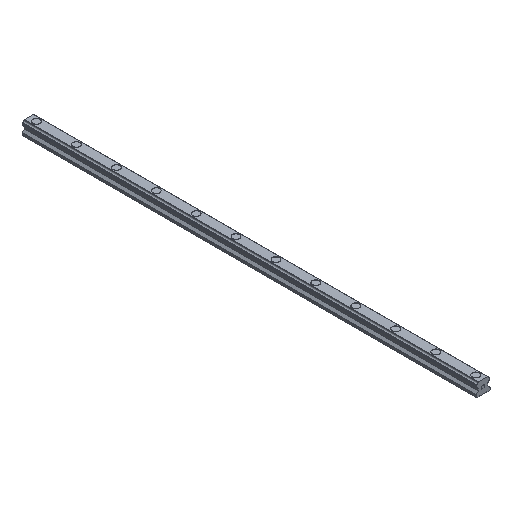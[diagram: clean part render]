
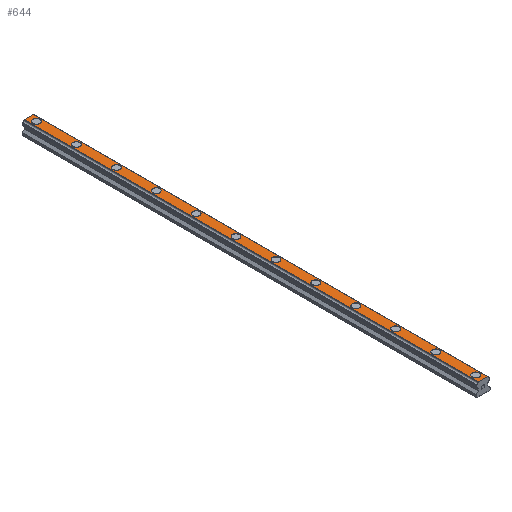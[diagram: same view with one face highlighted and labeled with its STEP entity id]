
A CAD part, isometric view. The second image highlights one B-rep face of the part: STEP entity #644.
In plain terms, the highlighted planar face has unit normal (0, 0, 1).
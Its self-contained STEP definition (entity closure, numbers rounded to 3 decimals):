
#644=ADVANCED_FACE('',(#1334,#1335,#1336,#1337,#1338,#1339,#1340,#1341,#1342,#1343,#1344,#1345,#1346),#1347,.T.);
#1334=FACE_BOUND('',#2051,.T.);
#1335=FACE_BOUND('',#2052,.T.);
#1336=FACE_BOUND('',#2053,.T.);
#1337=FACE_BOUND('',#2054,.T.);
#1338=FACE_BOUND('',#2055,.T.);
#1339=FACE_BOUND('',#2056,.T.);
#1340=FACE_BOUND('',#2057,.T.);
#1341=FACE_BOUND('',#2058,.T.);
#1342=FACE_BOUND('',#2059,.T.);
#1343=FACE_BOUND('',#2060,.T.);
#1344=FACE_BOUND('',#2061,.T.);
#1345=FACE_BOUND('',#2062,.T.);
#1346=FACE_OUTER_BOUND('',#2063,.T.);
#1347=PLANE('',#2064);
#2051=EDGE_LOOP('',(#3894,#3895));
#2052=EDGE_LOOP('',(#3896,#3897));
#2053=EDGE_LOOP('',(#3898,#3899));
#2054=EDGE_LOOP('',(#3900,#3901));
#2055=EDGE_LOOP('',(#3902,#3903));
#2056=EDGE_LOOP('',(#3904,#3905));
#2057=EDGE_LOOP('',(#3906,#3907));
#2058=EDGE_LOOP('',(#3908,#3909));
#2059=EDGE_LOOP('',(#3910,#3911));
#2060=EDGE_LOOP('',(#3912,#3913));
#2061=EDGE_LOOP('',(#3914,#3915));
#2062=EDGE_LOOP('',(#3916,#3917));
#2063=EDGE_LOOP('',(#3918,#3919,#3920,#3921));
#2064=AXIS2_PLACEMENT_3D('',#3922,#3923,#3924);
#3894=ORIENTED_EDGE('',*,*,#4235,.T.);
#3895=ORIENTED_EDGE('',*,*,#4713,.T.);
#3896=ORIENTED_EDGE('',*,*,#4225,.T.);
#3897=ORIENTED_EDGE('',*,*,#4719,.T.);
#3898=ORIENTED_EDGE('',*,*,#4215,.T.);
#3899=ORIENTED_EDGE('',*,*,#4725,.T.);
#3900=ORIENTED_EDGE('',*,*,#4205,.T.);
#3901=ORIENTED_EDGE('',*,*,#4731,.T.);
#3902=ORIENTED_EDGE('',*,*,#4195,.T.);
#3903=ORIENTED_EDGE('',*,*,#4737,.T.);
#3904=ORIENTED_EDGE('',*,*,#4185,.T.);
#3905=ORIENTED_EDGE('',*,*,#4743,.T.);
#3906=ORIENTED_EDGE('',*,*,#4175,.T.);
#3907=ORIENTED_EDGE('',*,*,#4749,.T.);
#3908=ORIENTED_EDGE('',*,*,#4165,.T.);
#3909=ORIENTED_EDGE('',*,*,#4755,.T.);
#3910=ORIENTED_EDGE('',*,*,#4155,.T.);
#3911=ORIENTED_EDGE('',*,*,#4761,.T.);
#3912=ORIENTED_EDGE('',*,*,#4145,.T.);
#3913=ORIENTED_EDGE('',*,*,#4767,.T.);
#3914=ORIENTED_EDGE('',*,*,#4135,.T.);
#3915=ORIENTED_EDGE('',*,*,#4773,.T.);
#3916=ORIENTED_EDGE('',*,*,#4125,.T.);
#3917=ORIENTED_EDGE('',*,*,#4779,.T.);
#3918=ORIENTED_EDGE('',*,*,#4687,.T.);
#3919=ORIENTED_EDGE('',*,*,#4836,.F.);
#3920=ORIENTED_EDGE('',*,*,#4551,.T.);
#3921=ORIENTED_EDGE('',*,*,#4834,.T.);
#3922=CARTESIAN_POINT('',(0.,910.0,26.));
#3923=DIRECTION('',(0.0,0.0,1.0));
#3924=DIRECTION('',(-1.0,0.0,0.0));
#4125=EDGE_CURVE('',#4898,#4895,#4899,.T.);
#4135=EDGE_CURVE('',#4916,#4913,#4917,.T.);
#4145=EDGE_CURVE('',#4934,#4931,#4935,.T.);
#4155=EDGE_CURVE('',#4952,#4949,#4953,.T.);
#4165=EDGE_CURVE('',#4970,#4967,#4971,.T.);
#4175=EDGE_CURVE('',#4988,#4985,#4989,.T.);
#4185=EDGE_CURVE('',#5006,#5003,#5007,.T.);
#4195=EDGE_CURVE('',#5024,#5021,#5025,.T.);
#4205=EDGE_CURVE('',#5042,#5039,#5043,.T.);
#4215=EDGE_CURVE('',#5060,#5057,#5061,.T.);
#4225=EDGE_CURVE('',#5078,#5075,#5079,.T.);
#4235=EDGE_CURVE('',#5096,#5093,#5097,.T.);
#4551=EDGE_CURVE('',#5565,#5563,#5566,.T.);
#4687=EDGE_CURVE('',#5792,#5790,#5793,.T.);
#4713=EDGE_CURVE('',#5093,#5096,#5842,.T.);
#4719=EDGE_CURVE('',#5075,#5078,#5848,.T.);
#4725=EDGE_CURVE('',#5057,#5060,#5854,.T.);
#4731=EDGE_CURVE('',#5039,#5042,#5860,.T.);
#4737=EDGE_CURVE('',#5021,#5024,#5866,.T.);
#4743=EDGE_CURVE('',#5003,#5006,#5872,.T.);
#4749=EDGE_CURVE('',#4985,#4988,#5878,.T.);
#4755=EDGE_CURVE('',#4967,#4970,#5884,.T.);
#4761=EDGE_CURVE('',#4949,#4952,#5890,.T.);
#4767=EDGE_CURVE('',#4931,#4934,#5896,.T.);
#4773=EDGE_CURVE('',#4913,#4916,#5902,.T.);
#4779=EDGE_CURVE('',#4895,#4898,#5908,.T.);
#4834=EDGE_CURVE('',#5563,#5792,#5963,.T.);
#4836=EDGE_CURVE('',#5565,#5790,#5965,.T.);
#4895=VERTEX_POINT('',#6026);
#4898=VERTEX_POINT('',#6030);
#4899=CIRCLE('',#6031,7.0);
#4913=VERTEX_POINT('',#6048);
#4916=VERTEX_POINT('',#6052);
#4917=CIRCLE('',#6053,7.0);
#4931=VERTEX_POINT('',#6070);
#4934=VERTEX_POINT('',#6074);
#4935=CIRCLE('',#6075,7.0);
#4949=VERTEX_POINT('',#6092);
#4952=VERTEX_POINT('',#6096);
#4953=CIRCLE('',#6097,7.0);
#4967=VERTEX_POINT('',#6114);
#4970=VERTEX_POINT('',#6118);
#4971=CIRCLE('',#6119,7.0);
#4985=VERTEX_POINT('',#6136);
#4988=VERTEX_POINT('',#6140);
#4989=CIRCLE('',#6141,7.0);
#5003=VERTEX_POINT('',#6158);
#5006=VERTEX_POINT('',#6162);
#5007=CIRCLE('',#6163,7.0);
#5021=VERTEX_POINT('',#6180);
#5024=VERTEX_POINT('',#6184);
#5025=CIRCLE('',#6185,7.0);
#5039=VERTEX_POINT('',#6202);
#5042=VERTEX_POINT('',#6206);
#5043=CIRCLE('',#6207,7.0);
#5057=VERTEX_POINT('',#6224);
#5060=VERTEX_POINT('',#6228);
#5061=CIRCLE('',#6229,7.0);
#5075=VERTEX_POINT('',#6246);
#5078=VERTEX_POINT('',#6250);
#5079=CIRCLE('',#6251,7.0);
#5093=VERTEX_POINT('',#6268);
#5096=VERTEX_POINT('',#6272);
#5097=CIRCLE('',#6273,7.0);
#5563=VERTEX_POINT('',#6892);
#5565=VERTEX_POINT('',#6895);
#5566=LINE('',#6896,#6897);
#5790=VERTEX_POINT('',#7209);
#5792=VERTEX_POINT('',#7212);
#5793=LINE('',#7213,#7214);
#5842=CIRCLE('',#7276,7.0);
#5848=CIRCLE('',#7282,7.0);
#5854=CIRCLE('',#7288,7.0);
#5860=CIRCLE('',#7294,7.0);
#5866=CIRCLE('',#7300,7.0);
#5872=CIRCLE('',#7306,7.0);
#5878=CIRCLE('',#7312,7.0);
#5884=CIRCLE('',#7318,7.0);
#5890=CIRCLE('',#7324,7.0);
#5896=CIRCLE('',#7330,7.0);
#5902=CIRCLE('',#7336,7.0);
#5908=CIRCLE('',#7342,7.0);
#5963=LINE('',#7422,#7423);
#5965=LINE('',#7425,#7426);
#6026=CARTESIAN_POINT('',(7.0,15.0,26.));
#6030=CARTESIAN_POINT('',(-7.0,15.0,26.));
#6031=AXIS2_PLACEMENT_3D('',#7507,#7508,#7509);
#6048=CARTESIAN_POINT('',(7.0,95.0,26.));
#6052=CARTESIAN_POINT('',(-7.0,95.0,26.));
#6053=AXIS2_PLACEMENT_3D('',#7523,#7524,#7525);
#6070=CARTESIAN_POINT('',(7.0,175.0,26.));
#6074=CARTESIAN_POINT('',(-7.0,175.0,26.));
#6075=AXIS2_PLACEMENT_3D('',#7539,#7540,#7541);
#6092=CARTESIAN_POINT('',(7.0,255.0,26.));
#6096=CARTESIAN_POINT('',(-7.0,255.0,26.));
#6097=AXIS2_PLACEMENT_3D('',#7555,#7556,#7557);
#6114=CARTESIAN_POINT('',(7.0,335.0,26.));
#6118=CARTESIAN_POINT('',(-7.0,335.0,26.));
#6119=AXIS2_PLACEMENT_3D('',#7571,#7572,#7573);
#6136=CARTESIAN_POINT('',(7.0,415.0,26.));
#6140=CARTESIAN_POINT('',(-7.0,415.0,26.));
#6141=AXIS2_PLACEMENT_3D('',#7587,#7588,#7589);
#6158=CARTESIAN_POINT('',(7.0,495.0,26.));
#6162=CARTESIAN_POINT('',(-7.0,495.0,26.));
#6163=AXIS2_PLACEMENT_3D('',#7603,#7604,#7605);
#6180=CARTESIAN_POINT('',(7.0,575.0,26.));
#6184=CARTESIAN_POINT('',(-7.0,575.0,26.));
#6185=AXIS2_PLACEMENT_3D('',#7619,#7620,#7621);
#6202=CARTESIAN_POINT('',(7.0,655.0,26.));
#6206=CARTESIAN_POINT('',(-7.0,655.0,26.));
#6207=AXIS2_PLACEMENT_3D('',#7635,#7636,#7637);
#6224=CARTESIAN_POINT('',(7.0,735.0,26.));
#6228=CARTESIAN_POINT('',(-7.0,735.0,26.));
#6229=AXIS2_PLACEMENT_3D('',#7651,#7652,#7653);
#6246=CARTESIAN_POINT('',(7.0,815.0,26.));
#6250=CARTESIAN_POINT('',(-7.0,815.0,26.));
#6251=AXIS2_PLACEMENT_3D('',#7667,#7668,#7669);
#6268=CARTESIAN_POINT('',(7.0,895.0,26.));
#6272=CARTESIAN_POINT('',(-7.0,895.0,26.));
#6273=AXIS2_PLACEMENT_3D('',#7683,#7684,#7685);
#6892=CARTESIAN_POINT('',(-9.342,910.0,26.));
#6895=CARTESIAN_POINT('',(9.342,910.0,26.));
#6896=CARTESIAN_POINT('',(9.342,910.0,26.));
#6897=VECTOR('',#8056,1.0);
#7209=CARTESIAN_POINT('',(9.342,0.0,26.));
#7212=CARTESIAN_POINT('',(-9.342,0.0,26.));
#7213=CARTESIAN_POINT('',(9.342,0.0,26.));
#7214=VECTOR('',#8212,1.0);
#7276=AXIS2_PLACEMENT_3D('',#8259,#8260,#8261);
#7282=AXIS2_PLACEMENT_3D('',#8268,#8269,#8270);
#7288=AXIS2_PLACEMENT_3D('',#8277,#8278,#8279);
#7294=AXIS2_PLACEMENT_3D('',#8286,#8287,#8288);
#7300=AXIS2_PLACEMENT_3D('',#8295,#8296,#8297);
#7306=AXIS2_PLACEMENT_3D('',#8304,#8305,#8306);
#7312=AXIS2_PLACEMENT_3D('',#8313,#8314,#8315);
#7318=AXIS2_PLACEMENT_3D('',#8322,#8323,#8324);
#7324=AXIS2_PLACEMENT_3D('',#8331,#8332,#8333);
#7330=AXIS2_PLACEMENT_3D('',#8340,#8341,#8342);
#7336=AXIS2_PLACEMENT_3D('',#8349,#8350,#8351);
#7342=AXIS2_PLACEMENT_3D('',#8358,#8359,#8360);
#7422=CARTESIAN_POINT('',(-9.342,910.0,26.));
#7423=VECTOR('',#8392,1.0);
#7425=CARTESIAN_POINT('',(9.342,910.0,26.));
#7426=VECTOR('',#8393,1.0);
#7507=CARTESIAN_POINT('',(0.0,15.0,26.));
#7508=DIRECTION('',(0.0,0.0,-1.0));
#7509=DIRECTION('',(1.0,0.0,0.0));
#7523=CARTESIAN_POINT('',(0.0,95.0,26.));
#7524=DIRECTION('',(0.0,0.0,-1.0));
#7525=DIRECTION('',(1.0,0.0,0.0));
#7539=CARTESIAN_POINT('',(0.0,175.0,26.));
#7540=DIRECTION('',(0.0,0.0,-1.0));
#7541=DIRECTION('',(1.0,0.0,0.0));
#7555=CARTESIAN_POINT('',(0.0,255.0,26.));
#7556=DIRECTION('',(0.0,0.0,-1.0));
#7557=DIRECTION('',(1.0,0.0,0.0));
#7571=CARTESIAN_POINT('',(0.0,335.0,26.));
#7572=DIRECTION('',(0.0,0.0,-1.0));
#7573=DIRECTION('',(1.0,0.0,0.0));
#7587=CARTESIAN_POINT('',(0.0,415.0,26.));
#7588=DIRECTION('',(0.0,0.0,-1.0));
#7589=DIRECTION('',(1.0,0.0,0.0));
#7603=CARTESIAN_POINT('',(0.0,495.0,26.));
#7604=DIRECTION('',(0.0,0.0,-1.0));
#7605=DIRECTION('',(1.0,0.0,0.0));
#7619=CARTESIAN_POINT('',(0.0,575.0,26.));
#7620=DIRECTION('',(0.0,0.0,-1.0));
#7621=DIRECTION('',(1.0,0.0,0.0));
#7635=CARTESIAN_POINT('',(0.0,655.0,26.));
#7636=DIRECTION('',(0.0,0.0,-1.0));
#7637=DIRECTION('',(1.0,0.0,0.0));
#7651=CARTESIAN_POINT('',(0.0,735.0,26.));
#7652=DIRECTION('',(0.0,0.0,-1.0));
#7653=DIRECTION('',(1.0,0.0,0.0));
#7667=CARTESIAN_POINT('',(0.0,815.0,26.));
#7668=DIRECTION('',(0.0,0.0,-1.0));
#7669=DIRECTION('',(1.0,0.0,0.0));
#7683=CARTESIAN_POINT('',(0.0,895.0,26.));
#7684=DIRECTION('',(0.0,0.0,-1.0));
#7685=DIRECTION('',(1.0,0.0,0.0));
#8056=DIRECTION('',(-1.0,0.0,0.0));
#8212=DIRECTION('',(1.0,0.0,0.0));
#8259=CARTESIAN_POINT('',(0.0,895.0,26.));
#8260=DIRECTION('',(0.0,0.0,-1.0));
#8261=DIRECTION('',(1.0,0.0,0.0));
#8268=CARTESIAN_POINT('',(0.0,815.0,26.));
#8269=DIRECTION('',(0.0,0.0,-1.0));
#8270=DIRECTION('',(1.0,0.0,0.0));
#8277=CARTESIAN_POINT('',(0.0,735.0,26.));
#8278=DIRECTION('',(0.0,0.0,-1.0));
#8279=DIRECTION('',(1.0,0.0,0.0));
#8286=CARTESIAN_POINT('',(0.0,655.0,26.));
#8287=DIRECTION('',(0.0,0.0,-1.0));
#8288=DIRECTION('',(1.0,0.0,0.0));
#8295=CARTESIAN_POINT('',(0.0,575.0,26.));
#8296=DIRECTION('',(0.0,0.0,-1.0));
#8297=DIRECTION('',(1.0,0.0,0.0));
#8304=CARTESIAN_POINT('',(0.0,495.0,26.));
#8305=DIRECTION('',(0.0,0.0,-1.0));
#8306=DIRECTION('',(1.0,0.0,0.0));
#8313=CARTESIAN_POINT('',(0.0,415.0,26.));
#8314=DIRECTION('',(0.0,0.0,-1.0));
#8315=DIRECTION('',(1.0,0.0,0.0));
#8322=CARTESIAN_POINT('',(0.0,335.0,26.));
#8323=DIRECTION('',(0.0,0.0,-1.0));
#8324=DIRECTION('',(1.0,0.0,0.0));
#8331=CARTESIAN_POINT('',(0.0,255.0,26.));
#8332=DIRECTION('',(0.0,0.0,-1.0));
#8333=DIRECTION('',(1.0,0.0,0.0));
#8340=CARTESIAN_POINT('',(0.0,175.0,26.));
#8341=DIRECTION('',(0.0,0.0,-1.0));
#8342=DIRECTION('',(1.0,0.0,0.0));
#8349=CARTESIAN_POINT('',(0.0,95.0,26.));
#8350=DIRECTION('',(0.0,0.0,-1.0));
#8351=DIRECTION('',(1.0,0.0,0.0));
#8358=CARTESIAN_POINT('',(0.0,15.0,26.));
#8359=DIRECTION('',(0.0,0.0,-1.0));
#8360=DIRECTION('',(1.0,0.0,0.0));
#8392=DIRECTION('',(0.0,-1.0,0.0));
#8393=DIRECTION('',(0.0,-1.0,0.0));
